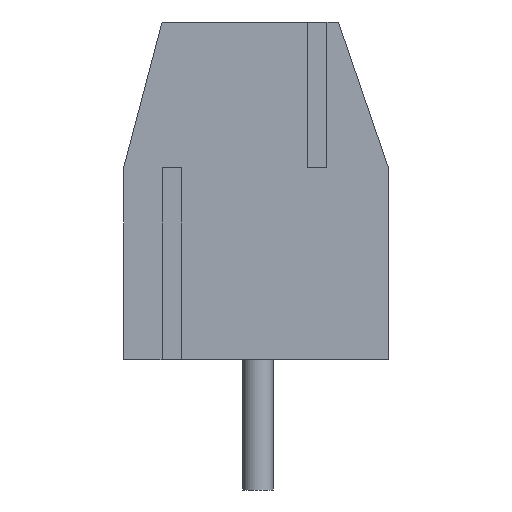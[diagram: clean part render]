
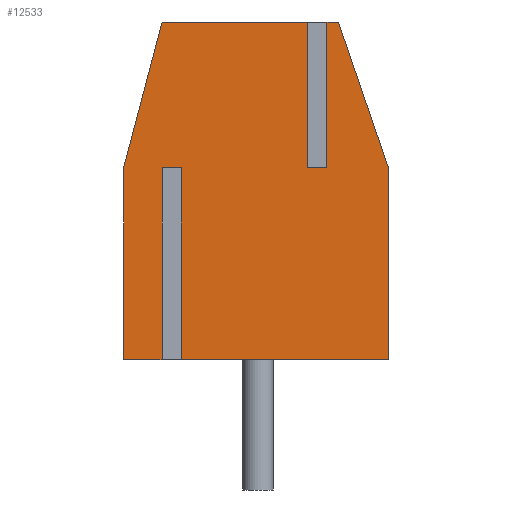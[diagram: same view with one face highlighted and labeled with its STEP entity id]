
A CAD part, left-side view. The second image highlights one B-rep face of the part: STEP entity #12533.
In plain terms, the highlighted planar face has unit normal (-1, 0, 0).
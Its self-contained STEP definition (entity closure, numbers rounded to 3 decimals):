
#186 = EDGE_CURVE ( 'NONE', #25538, #20704, #28090, .T. ) ;
#374 = ORIENTED_EDGE ( 'NONE', *, *, #30983, .F. ) ;
#401 = PLANE ( 'NONE',  #8706 ) ;
#521 = LINE ( 'NONE', #10301, #13751 ) ;
#1705 = EDGE_CURVE ( 'NONE', #2743, #7081, #1871, .T. ) ;
#1871 = LINE ( 'NONE', #31164, #19045 ) ;
#2021 = VECTOR ( 'NONE', #11097, 1000. ) ;
#2614 = VECTOR ( 'NONE', #27365, 1000. ) ;
#2743 = VERTEX_POINT ( 'NONE', #27638 ) ;
#3061 = VECTOR ( 'NONE', #24311, 1000. ) ;
#3206 = VECTOR ( 'NONE', #21903, 1000. ) ;
#3488 = VECTOR ( 'NONE', #13651, 1000. ) ;
#3698 = ORIENTED_EDGE ( 'NONE', *, *, #14330, .F. ) ;
#4760 = LINE ( 'NONE', #23944, #20552 ) ;
#4845 = EDGE_CURVE ( 'NONE', #10862, #24799, #16884, .T. ) ;
#4960 = DIRECTION ( 'NONE',  ( 0., 0., 1. ) ) ;
#6412 = DIRECTION ( 'NONE',  ( 0., 0., 1. ) ) ;
#6727 = ORIENTED_EDGE ( 'NONE', *, *, #8442, .F. ) ;
#6753 = LINE ( 'NONE', #9146, #3061 ) ;
#6800 = VERTEX_POINT ( 'NONE', #7571 ) ;
#6968 = LINE ( 'NONE', #16774, #7278 ) ;
#6974 = LINE ( 'NONE', #14365, #29451 ) ;
#7081 = VERTEX_POINT ( 'NONE', #27372 ) ;
#7278 = VECTOR ( 'NONE', #19180, 1000. ) ;
#7554 = CARTESIAN_POINT ( 'NONE',  ( -3.5, -1.85, 8.8 ) ) ;
#7571 = CARTESIAN_POINT ( 'NONE',  ( -3.5, -1.35, 5. ) ) ;
#7892 = LINE ( 'NONE', #10751, #12779 ) ;
#8442 = EDGE_CURVE ( 'NONE', #7081, #25538, #30739, .T. ) ;
#8545 = EDGE_CURVE ( 'NONE', #24914, #10215, #521, .T. ) ;
#8559 = DIRECTION ( 'NONE',  ( 0., 0., -1. ) ) ;
#8694 = CARTESIAN_POINT ( 'NONE',  ( -3.5, 1.95, 0. ) ) ;
#8706 = AXIS2_PLACEMENT_3D ( 'NONE', #10811, #15956, #8559 ) ;
#8925 = ORIENTED_EDGE ( 'NONE', *, *, #28571, .F. ) ;
#9146 = CARTESIAN_POINT ( 'NONE',  ( -3.5, -2.15, 8.8 ) ) ;
#9251 = FACE_OUTER_BOUND ( 'NONE', #18983, .T. ) ;
#9957 = CARTESIAN_POINT ( 'NONE',  ( -3.5, 1.95, 5. ) ) ;
#10215 = VERTEX_POINT ( 'NONE', #20903 ) ;
#10301 = CARTESIAN_POINT ( 'NONE',  ( -3.5, 3.45, 0. ) ) ;
#10426 = VECTOR ( 'NONE', #11758, 1000. ) ;
#10751 = CARTESIAN_POINT ( 'NONE',  ( -3.5, 2.45, 0. ) ) ;
#10811 = CARTESIAN_POINT ( 'NONE',  ( -3.5, 0., 0. ) ) ;
#10830 = CARTESIAN_POINT ( 'NONE',  ( -3.5, -1.35, 8.8 ) ) ;
#10862 = VERTEX_POINT ( 'NONE', #17073 ) ;
#11097 = DIRECTION ( 'NONE',  ( 0., 1., 0. ) ) ;
#11758 = DIRECTION ( 'NONE',  ( 0., -1., 0. ) ) ;
#12071 = LINE ( 'NONE', #17244, #10426 ) ;
#12164 = ORIENTED_EDGE ( 'NONE', *, *, #4845, .F. ) ;
#12319 = VERTEX_POINT ( 'NONE', #26879 ) ;
#12533 = ADVANCED_FACE ( 'NONE', ( #9251 ), #401, .F. ) ;
#12779 = VECTOR ( 'NONE', #18327, 1000. ) ;
#13159 = DIRECTION ( 'NONE',  ( 0., 1., 0. ) ) ;
#13196 = EDGE_CURVE ( 'NONE', #6800, #10862, #4760, .T. ) ;
#13651 = DIRECTION ( 'NONE',  ( 0., 0., 1. ) ) ;
#13751 = VECTOR ( 'NONE', #6412, 1000. ) ;
#13824 = EDGE_CURVE ( 'NONE', #12319, #2743, #18142, .T. ) ;
#14330 = EDGE_CURVE ( 'NONE', #20704, #31832, #7892, .T. ) ;
#14365 = CARTESIAN_POINT ( 'NONE',  ( -3.5, -1.35, 8.8 ) ) ;
#14904 = CARTESIAN_POINT ( 'NONE',  ( -3.5, -3.45, 5. ) ) ;
#15692 = ORIENTED_EDGE ( 'NONE', *, *, #13196, .F. ) ;
#15956 = DIRECTION ( 'NONE',  ( 1., 0., 0. ) ) ;
#16202 = CARTESIAN_POINT ( 'NONE',  ( -3.5, -1.85, 8.8 ) ) ;
#16338 = EDGE_CURVE ( 'NONE', #17182, #28475, #6968, .T. ) ;
#16774 = CARTESIAN_POINT ( 'NONE',  ( -3.5, 3.45, 8.8 ) ) ;
#16884 = LINE ( 'NONE', #7554, #27280 ) ;
#17073 = CARTESIAN_POINT ( 'NONE',  ( -3.5, -1.85, 5. ) ) ;
#17182 = VERTEX_POINT ( 'NONE', #31767 ) ;
#17241 = ORIENTED_EDGE ( 'NONE', *, *, #1705, .F. ) ;
#17244 = CARTESIAN_POINT ( 'NONE',  ( -3.5, 3.45, 8.8 ) ) ;
#17860 = CARTESIAN_POINT ( 'NONE',  ( -3.5, -3.45, 0. ) ) ;
#18142 = LINE ( 'NONE', #14904, #2614 ) ;
#18284 = ORIENTED_EDGE ( 'NONE', *, *, #8545, .F. ) ;
#18287 = CARTESIAN_POINT ( 'NONE',  ( -3.5, 3.45, 0. ) ) ;
#18327 = DIRECTION ( 'NONE',  ( 0., 0., -1. ) ) ;
#18695 = CARTESIAN_POINT ( 'NONE',  ( -3.5, 2.45, 5. ) ) ;
#18820 = VECTOR ( 'NONE', #13159, 1000. ) ;
#18867 = VERTEX_POINT ( 'NONE', #22211 ) ;
#18934 = DIRECTION ( 'NONE',  ( 0., 1., 0. ) ) ;
#18983 = EDGE_LOOP ( 'NONE', ( #12164, #15692, #27394, #24213, #8925, #18284, #26299, #3698, #24248, #6727, #17241, #27922, #374, #23596 ) ) ;
#19045 = VECTOR ( 'NONE', #18934, 1000. ) ;
#19180 = DIRECTION ( 'NONE',  ( 0., -1., 0. ) ) ;
#19405 = DIRECTION ( 'NONE',  ( 0., -1., 0. ) ) ;
#20061 = CARTESIAN_POINT ( 'NONE',  ( -3.5, 2.45, 0. ) ) ;
#20552 = VECTOR ( 'NONE', #19405, 1000. ) ;
#20704 = VERTEX_POINT ( 'NONE', #18695 ) ;
#20903 = CARTESIAN_POINT ( 'NONE',  ( -3.5, 3.45, 5. ) ) ;
#21903 = DIRECTION ( 'NONE',  ( 0., -0.254, 0.967 ) ) ;
#22211 = CARTESIAN_POINT ( 'NONE',  ( -3.5, -2.15, 8.8 ) ) ;
#22500 = EDGE_CURVE ( 'NONE', #28475, #6800, #6974, .T. ) ;
#23070 = CARTESIAN_POINT ( 'NONE',  ( -3.5, 2.45, 5. ) ) ;
#23320 = LINE ( 'NONE', #17860, #18820 ) ;
#23596 = ORIENTED_EDGE ( 'NONE', *, *, #28574, .F. ) ;
#23894 = EDGE_CURVE ( 'NONE', #31832, #24914, #23320, .T. ) ;
#23944 = CARTESIAN_POINT ( 'NONE',  ( -3.5, -1.35, 5. ) ) ;
#24042 = CARTESIAN_POINT ( 'NONE',  ( -3.5, 2.45, 8.8 ) ) ;
#24055 = DIRECTION ( 'NONE',  ( 0., 0., -1. ) ) ;
#24213 = ORIENTED_EDGE ( 'NONE', *, *, #16338, .F. ) ;
#24248 = ORIENTED_EDGE ( 'NONE', *, *, #186, .F. ) ;
#24311 = DIRECTION ( 'NONE',  ( 0., -0.324, -0.946 ) ) ;
#24356 = LINE ( 'NONE', #24042, #3206 ) ;
#24799 = VERTEX_POINT ( 'NONE', #16202 ) ;
#24914 = VERTEX_POINT ( 'NONE', #18287 ) ;
#25538 = VERTEX_POINT ( 'NONE', #9957 ) ;
#26299 = ORIENTED_EDGE ( 'NONE', *, *, #23894, .F. ) ;
#26879 = CARTESIAN_POINT ( 'NONE',  ( -3.5, -3.45, 5. ) ) ;
#27280 = VECTOR ( 'NONE', #4960, 1000. ) ;
#27365 = DIRECTION ( 'NONE',  ( 0., 0., -1. ) ) ;
#27372 = CARTESIAN_POINT ( 'NONE',  ( -3.5, 1.95, 0. ) ) ;
#27394 = ORIENTED_EDGE ( 'NONE', *, *, #22500, .F. ) ;
#27638 = CARTESIAN_POINT ( 'NONE',  ( -3.5, -3.45, 0. ) ) ;
#27922 = ORIENTED_EDGE ( 'NONE', *, *, #13824, .F. ) ;
#28090 = LINE ( 'NONE', #23070, #2021 ) ;
#28475 = VERTEX_POINT ( 'NONE', #10830 ) ;
#28571 = EDGE_CURVE ( 'NONE', #10215, #17182, #24356, .T. ) ;
#28574 = EDGE_CURVE ( 'NONE', #24799, #18867, #12071, .T. ) ;
#29451 = VECTOR ( 'NONE', #24055, 1000. ) ;
#30739 = LINE ( 'NONE', #8694, #3488 ) ;
#30983 = EDGE_CURVE ( 'NONE', #18867, #12319, #6753, .T. ) ;
#31164 = CARTESIAN_POINT ( 'NONE',  ( -3.5, -3.45, 0. ) ) ;
#31767 = CARTESIAN_POINT ( 'NONE',  ( -3.5, 2.45, 8.8 ) ) ;
#31832 = VERTEX_POINT ( 'NONE', #20061 ) ;
